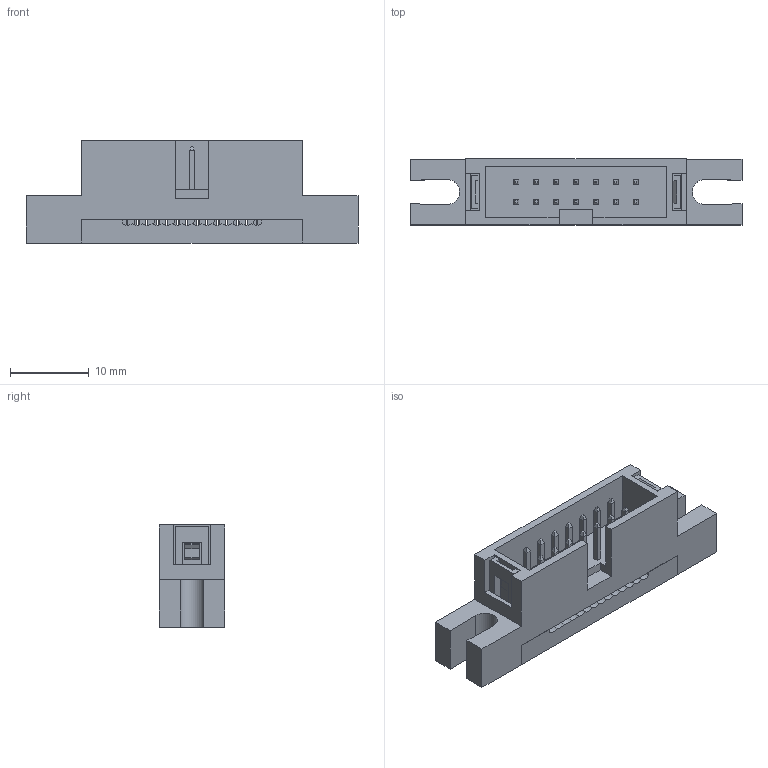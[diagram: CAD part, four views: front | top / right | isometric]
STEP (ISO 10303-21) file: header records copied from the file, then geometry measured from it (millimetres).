
FILE_DESCRIPTION( ( 'Unknown' ), '1' );
FILE_NAME( '61201425921.stp', 'Unknown', ( 'Unknown' ), ( 'Unknown' ), 'PSStep 14.0', 'Unknown', ' ' );
FILE_SCHEMA( ( 'AUTOMOTIVE_DESIGN { 1 0 10303 214 1 1 1 1 }' ) );
Length unit declared in the file: millimetre
Products named in the file (4): Assem1; 6120xx25921_PIN; 61201425921; 61201425921_PAD
Assembly tree (16 placements, depth 2):
  Assem1
    6120xx25921_PIN  x14
    61201425921
    61201425921_PAD
Bounding box: 42.28 x 8.4 x 13 mm (x, y, z)
Volume: 2359.1 mm3; surface area: 3966.7 mm2
Topology: 16 solids, 16 shells, 682 faces, 1802 edges, 1152 vertices
Faces by surface type: plane 610, cylinder 72
Entity records: 14655 total; most frequent: CARTESIAN_POINT 2093, ORIENTED_EDGE 2070, DIRECTION 1851, EDGE_CURVE 1035, LINE 967, VECTOR 967, VERTEX_POINT 684, AXIS2_PLACEMENT_3D 442
